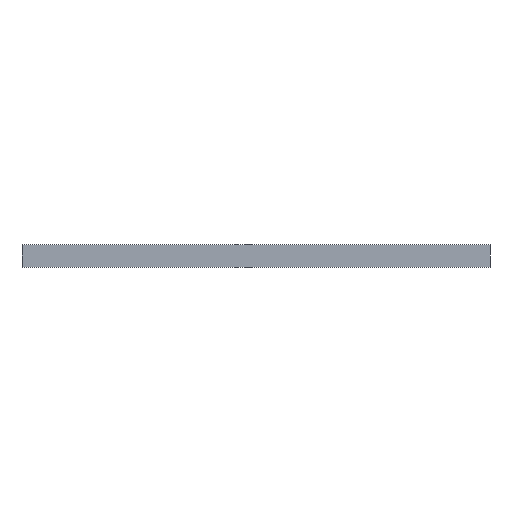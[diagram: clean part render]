
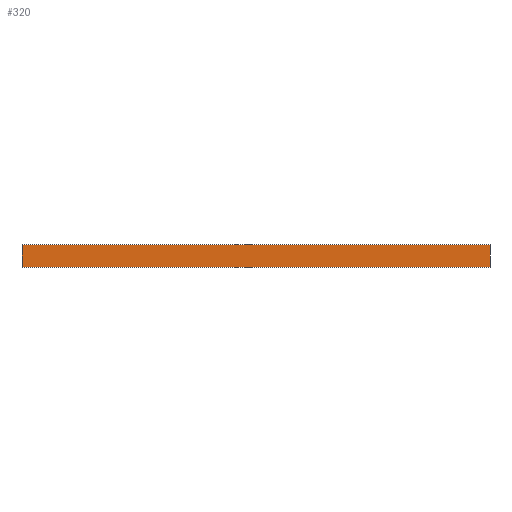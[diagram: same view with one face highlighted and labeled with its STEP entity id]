
A CAD part, front view. The second image highlights one B-rep face of the part: STEP entity #320.
In plain terms, the highlighted planar face has unit normal (0, -1, 0).
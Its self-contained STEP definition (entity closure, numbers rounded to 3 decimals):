
#1 = DIRECTION ( 'NONE',  ( 0., 0., -1. ) ) ;
#13 = DIRECTION ( 'NONE',  ( 0., -1., 0. ) ) ;
#16 = EDGE_LOOP ( 'NONE', ( #21, #88, #54, #317 ) ) ;
#21 = ORIENTED_EDGE ( 'NONE', *, *, #96, .T. ) ;
#28 = VECTOR ( 'NONE', #162, 1000. ) ;
#31 = CARTESIAN_POINT ( 'NONE',  ( -1042.5, 0., -1. ) ) ;
#41 = VERTEX_POINT ( 'NONE', #123 ) ;
#42 = DIRECTION ( 'NONE',  ( -1., 0., 0. ) ) ;
#54 = ORIENTED_EDGE ( 'NONE', *, *, #188, .F. ) ;
#64 = VERTEX_POINT ( 'NONE', #31 ) ;
#80 = AXIS2_PLACEMENT_3D ( 'NONE', #325, #13, #217 ) ;
#86 = CARTESIAN_POINT ( 'NONE',  ( -1042.5, 0., 98. ) ) ;
#88 = ORIENTED_EDGE ( 'NONE', *, *, #194, .F. ) ;
#94 = VECTOR ( 'NONE', #1, 1000. ) ;
#96 = EDGE_CURVE ( 'NONE', #281, #64, #243, .T. ) ;
#123 = CARTESIAN_POINT ( 'NONE',  ( 1042.5, 0., -1. ) ) ;
#136 = CARTESIAN_POINT ( 'NONE',  ( 0., 0., 99. ) ) ;
#147 = LINE ( 'NONE', #346, #206 ) ;
#162 = DIRECTION ( 'NONE',  ( 1., 0., 0. ) ) ;
#179 = CARTESIAN_POINT ( 'NONE',  ( 0., 0., -1. ) ) ;
#186 = PLANE ( 'NONE',  #80 ) ;
#188 = EDGE_CURVE ( 'NONE', #246, #41, #147, .T. ) ;
#194 = EDGE_CURVE ( 'NONE', #41, #64, #292, .T. ) ;
#206 = VECTOR ( 'NONE', #209, 1000. ) ;
#209 = DIRECTION ( 'NONE',  ( 0., 0., -1. ) ) ;
#217 = DIRECTION ( 'NONE',  ( 0., 0., -1. ) ) ;
#241 = CARTESIAN_POINT ( 'NONE',  ( -1042.5, 0., 99. ) ) ;
#243 = LINE ( 'NONE', #86, #94 ) ;
#246 = VERTEX_POINT ( 'NONE', #348 ) ;
#281 = VERTEX_POINT ( 'NONE', #241 ) ;
#282 = VECTOR ( 'NONE', #42, 1000. ) ;
#292 = LINE ( 'NONE', #179, #282 ) ;
#309 = EDGE_CURVE ( 'NONE', #281, #246, #318, .T. ) ;
#317 = ORIENTED_EDGE ( 'NONE', *, *, #309, .F. ) ;
#318 = LINE ( 'NONE', #136, #28 ) ;
#320 = ADVANCED_FACE ( 'NONE', ( #329 ), #186, .T. ) ;
#325 = CARTESIAN_POINT ( 'NONE',  ( -1042.5, 0., 98. ) ) ;
#329 = FACE_OUTER_BOUND ( 'NONE', #16, .T. ) ;
#346 = CARTESIAN_POINT ( 'NONE',  ( 1042.5, 0., 98. ) ) ;
#348 = CARTESIAN_POINT ( 'NONE',  ( 1042.5, 0., 99. ) ) ;
